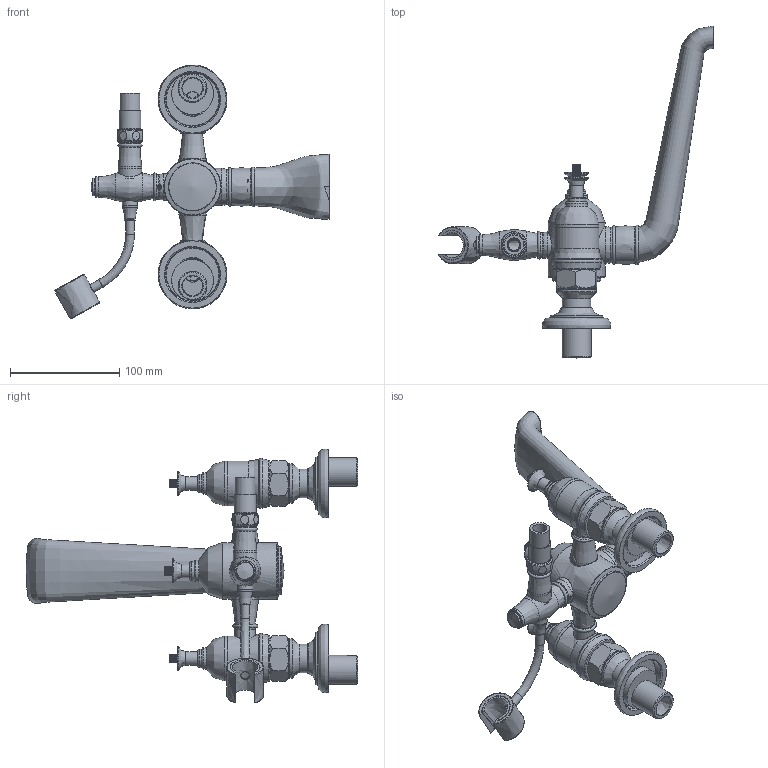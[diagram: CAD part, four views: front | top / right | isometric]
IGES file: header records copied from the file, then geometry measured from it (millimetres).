
Global section: file name: V233; native system: Autodesk Inventor 2018; preprocessor: unknown; author: G.W.; date: 20190709.074855; units: millimetre
Bounding box: 251.24 x 303.37 x 232.16 mm (x, y, z)
Volume: 562431.8 mm3; surface area: 282286.5 mm2
Topology: 72 solids, 72 shells, 2182 faces, 6099 edges, 4112 vertices
Faces by surface type: bspline 2182
